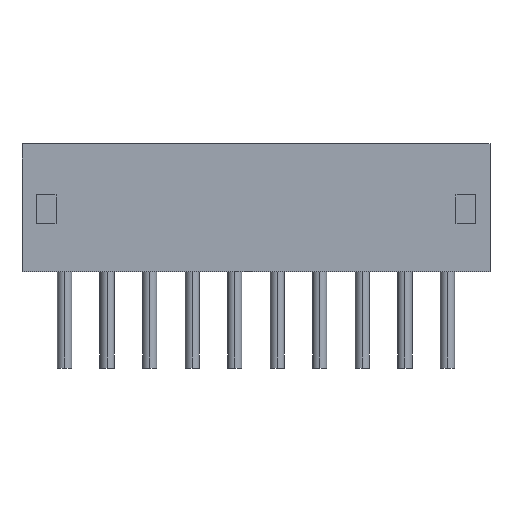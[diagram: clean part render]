
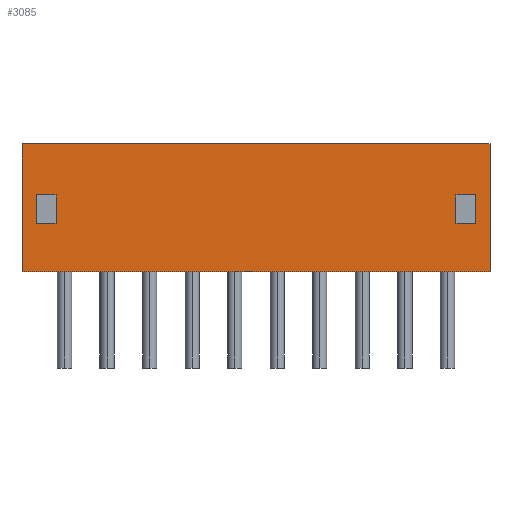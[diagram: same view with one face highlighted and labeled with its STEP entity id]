
A CAD part, top view. The second image highlights one B-rep face of the part: STEP entity #3085.
In plain terms, the highlighted planar face has unit normal (0, 0, 1).
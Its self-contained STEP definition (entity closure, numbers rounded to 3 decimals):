
#1405 = VECTOR ( 'NONE', #1598, 1000. ) ;
#1598 = DIRECTION ( 'NONE',  ( 0., -1., 0. ) ) ;
#1599 = CARTESIAN_POINT ( 'NONE',  ( 7.05, 2.7, 0. ) ) ;
#1604 = LINE ( 'NONE', #1599, #1405 ) ;
#1637 = CARTESIAN_POINT ( 'NONE',  ( 7.05, 1.7, 0. ) ) ;
#1638 = CARTESIAN_POINT ( 'NONE',  ( 7.05, 2.7, 0. ) ) ;
#1739 = CARTESIAN_POINT ( 'NONE',  ( 8.25, 4.5, 0. ) ) ;
#1840 = AXIS2_PLACEMENT_3D ( 'NONE', #1923, #1922, #1921 ) ;
#1841 = PLANE ( 'NONE',  #1840 ) ;
#1881 = FACE_OUTER_BOUND ( 'NONE', #2635, .T. ) ;
#1885 = FACE_BOUND ( 'NONE', #2533, .T. ) ;
#1886 = FACE_BOUND ( 'NONE', #3086, .T. ) ;
#1887 = DIRECTION ( 'NONE',  ( -1., 0., 0. ) ) ;
#1888 = VECTOR ( 'NONE', #1887, 1000. ) ;
#1889 = CARTESIAN_POINT ( 'NONE',  ( 8.25, 4.5, 0. ) ) ;
#1890 = LINE ( 'NONE', #1889, #1888 ) ;
#1894 = CARTESIAN_POINT ( 'NONE',  ( -8.25, 4.5, 0. ) ) ;
#1921 = DIRECTION ( 'NONE',  ( -1., 0., 0. ) ) ;
#1922 = DIRECTION ( 'NONE',  ( 0., 0., -1. ) ) ;
#1923 = CARTESIAN_POINT ( 'NONE',  ( 8.25, 0., 0. ) ) ;
#2532 = ORIENTED_EDGE ( 'NONE', *, *, #2622, .F. ) ;
#2533 = EDGE_LOOP ( 'NONE', ( #2623, #2627, #2630, #2633 ) ) ;
#2534 = EDGE_CURVE ( 'NONE', #3082, #2535, #3517, .T. ) ;
#2535 = VERTEX_POINT ( 'NONE', #3513 ) ;
#2536 = ORIENTED_EDGE ( 'NONE', *, *, #2537, .F. ) ;
#2537 = EDGE_CURVE ( 'NONE', #2538, #2535, #3511, .T. ) ;
#2538 = VERTEX_POINT ( 'NONE', #3647 ) ;
#2539 = ORIENTED_EDGE ( 'NONE', *, *, #2540, .F. ) ;
#2540 = EDGE_CURVE ( 'NONE', #3014, #2538, #3646, .T. ) ;
#2541 = ORIENTED_EDGE ( 'NONE', *, *, #3084, .T. ) ;
#2571 = ORIENTED_EDGE ( 'NONE', *, *, #2592, .F. ) ;
#2592 = EDGE_CURVE ( 'NONE', #2593, #2619, #3638, .T. ) ;
#2593 = VERTEX_POINT ( 'NONE', #3634 ) ;
#2619 = VERTEX_POINT ( 'NONE', #3574 ) ;
#2620 = EDGE_CURVE ( 'NONE', #2619, #2992, #3573, .T. ) ;
#2622 = EDGE_CURVE ( 'NONE', #2993, #2593, #3569, .T. ) ;
#2623 = ORIENTED_EDGE ( 'NONE', *, *, #2624, .F. ) ;
#2624 = EDGE_CURVE ( 'NONE', #2625, #2626, #3565, .T. ) ;
#2625 = VERTEX_POINT ( 'NONE', #3561 ) ;
#2626 = VERTEX_POINT ( 'NONE', #3560 ) ;
#2627 = ORIENTED_EDGE ( 'NONE', *, *, #2628, .F. ) ;
#2628 = EDGE_CURVE ( 'NONE', #2629, #2625, #3559, .T. ) ;
#2629 = VERTEX_POINT ( 'NONE', #3555 ) ;
#2630 = ORIENTED_EDGE ( 'NONE', *, *, #2631, .F. ) ;
#2631 = EDGE_CURVE ( 'NONE', #2632, #2629, #3554, .T. ) ;
#2632 = VERTEX_POINT ( 'NONE', #3550 ) ;
#2633 = ORIENTED_EDGE ( 'NONE', *, *, #2634, .F. ) ;
#2634 = EDGE_CURVE ( 'NONE', #2626, #2632, #3549, .T. ) ;
#2635 = EDGE_LOOP ( 'NONE', ( #2636, #2536, #2539, #2541 ) ) ;
#2636 = ORIENTED_EDGE ( 'NONE', *, *, #2534, .T. ) ;
#2990 = ORIENTED_EDGE ( 'NONE', *, *, #2991, .F. ) ;
#2991 = EDGE_CURVE ( 'NONE', #2992, #2993, #1604, .T. ) ;
#2992 = VERTEX_POINT ( 'NONE', #1638 ) ;
#2993 = VERTEX_POINT ( 'NONE', #1637 ) ;
#2994 = ORIENTED_EDGE ( 'NONE', *, *, #2620, .F. ) ;
#3014 = VERTEX_POINT ( 'NONE', #1739 ) ;
#3082 = VERTEX_POINT ( 'NONE', #1894 ) ;
#3084 = EDGE_CURVE ( 'NONE', #3014, #3082, #1890, .T. ) ;
#3085 = ADVANCED_FACE ( 'NONE', ( #1886, #1885, #1881 ), #1841, .F. ) ;
#3086 = EDGE_LOOP ( 'NONE', ( #2990, #2994, #2571, #2532 ) ) ;
#3241 = DIRECTION ( 'NONE',  ( -1., 0., 0. ) ) ;
#3509 = VECTOR ( 'NONE', #3241, 1000. ) ;
#3510 = CARTESIAN_POINT ( 'NONE',  ( 8.25, 0., 0. ) ) ;
#3511 = LINE ( 'NONE', #3510, #3509 ) ;
#3513 = CARTESIAN_POINT ( 'NONE',  ( -8.25, 0., 0. ) ) ;
#3514 = DIRECTION ( 'NONE',  ( 0., -1., 0. ) ) ;
#3515 = VECTOR ( 'NONE', #3514, 1000. ) ;
#3516 = CARTESIAN_POINT ( 'NONE',  ( -8.25, 0., 0. ) ) ;
#3517 = LINE ( 'NONE', #3516, #3515 ) ;
#3546 = DIRECTION ( 'NONE',  ( -1., 0., 0. ) ) ;
#3547 = VECTOR ( 'NONE', #3546, 1000. ) ;
#3548 = CARTESIAN_POINT ( 'NONE',  ( -7.75, 2.7, 0. ) ) ;
#3549 = LINE ( 'NONE', #3548, #3547 ) ;
#3550 = CARTESIAN_POINT ( 'NONE',  ( -7.75, 2.7, 0. ) ) ;
#3551 = DIRECTION ( 'NONE',  ( 0., -1., 0. ) ) ;
#3552 = VECTOR ( 'NONE', #3551, 1000. ) ;
#3553 = CARTESIAN_POINT ( 'NONE',  ( -7.75, 2.7, 0. ) ) ;
#3554 = LINE ( 'NONE', #3553, #3552 ) ;
#3555 = CARTESIAN_POINT ( 'NONE',  ( -7.75, 1.7, 0. ) ) ;
#3556 = DIRECTION ( 'NONE',  ( 1., 0., 0. ) ) ;
#3557 = VECTOR ( 'NONE', #3556, 1000. ) ;
#3558 = CARTESIAN_POINT ( 'NONE',  ( -7.75, 1.7, 0. ) ) ;
#3559 = LINE ( 'NONE', #3558, #3557 ) ;
#3560 = CARTESIAN_POINT ( 'NONE',  ( -7.05, 2.7, 0. ) ) ;
#3561 = CARTESIAN_POINT ( 'NONE',  ( -7.05, 1.7, 0. ) ) ;
#3562 = DIRECTION ( 'NONE',  ( 0., 1., 0. ) ) ;
#3563 = VECTOR ( 'NONE', #3562, 1000. ) ;
#3564 = CARTESIAN_POINT ( 'NONE',  ( -7.05, 2.7, 0. ) ) ;
#3565 = LINE ( 'NONE', #3564, #3563 ) ;
#3566 = DIRECTION ( 'NONE',  ( 1., 0., 0. ) ) ;
#3567 = VECTOR ( 'NONE', #3566, 1000. ) ;
#3568 = CARTESIAN_POINT ( 'NONE',  ( 7.75, 1.7, 0. ) ) ;
#3569 = LINE ( 'NONE', #3568, #3567 ) ;
#3570 = DIRECTION ( 'NONE',  ( -1., 0., 0. ) ) ;
#3571 = VECTOR ( 'NONE', #3570, 1000. ) ;
#3572 = CARTESIAN_POINT ( 'NONE',  ( 7.75, 2.7, 0. ) ) ;
#3573 = LINE ( 'NONE', #3572, #3571 ) ;
#3574 = CARTESIAN_POINT ( 'NONE',  ( 7.75, 2.7, 0. ) ) ;
#3634 = CARTESIAN_POINT ( 'NONE',  ( 7.75, 1.7, 0. ) ) ;
#3635 = DIRECTION ( 'NONE',  ( 0., 1., 0. ) ) ;
#3636 = VECTOR ( 'NONE', #3635, 1000. ) ;
#3637 = CARTESIAN_POINT ( 'NONE',  ( 7.75, 2.7, 0. ) ) ;
#3638 = LINE ( 'NONE', #3637, #3636 ) ;
#3646 = LINE ( 'NONE', #3773, #3772 ) ;
#3647 = CARTESIAN_POINT ( 'NONE',  ( 8.25, 0., 0. ) ) ;
#3771 = DIRECTION ( 'NONE',  ( 0., -1., 0. ) ) ;
#3772 = VECTOR ( 'NONE', #3771, 1000. ) ;
#3773 = CARTESIAN_POINT ( 'NONE',  ( 8.25, 0., 0. ) ) ;
